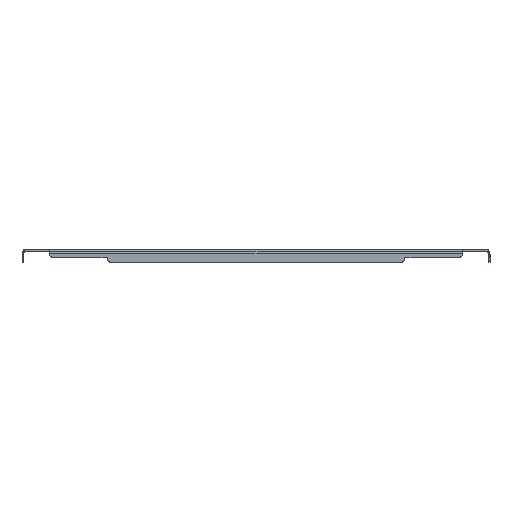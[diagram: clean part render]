
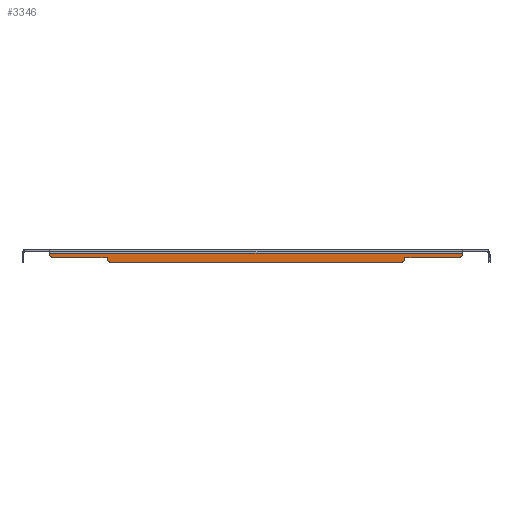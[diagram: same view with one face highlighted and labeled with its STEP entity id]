
A CAD part, front view. The second image highlights one B-rep face of the part: STEP entity #3346.
In plain terms, the highlighted planar face has unit normal (0, -1, 0).
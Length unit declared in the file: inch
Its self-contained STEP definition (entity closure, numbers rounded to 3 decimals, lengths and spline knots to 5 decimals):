
#14 = CARTESIAN_POINT ( 'NONE',  ( -14.84375, -29.96875, -0.3125 ) ) ;
#129 = DIRECTION ( 'NONE',  ( 1., 0., 0. ) ) ;
#148 = CARTESIAN_POINT ( 'NONE',  ( -10.71875, -29.96875, 0. ) ) ;
#151 = EDGE_CURVE ( 'NONE', #1946, #3391, #4106, .T. ) ;
#172 = LINE ( 'NONE', #4083, #3509 ) ;
#191 = CARTESIAN_POINT ( 'NONE',  ( -16.71875, -29.96875, 0. ) ) ;
#200 = CARTESIAN_POINT ( 'NONE',  ( 12.78125, -29.96875, -0.5625 ) ) ;
#226 = CIRCLE ( 'NONE', #286, 0.25 ) ;
#258 = ORIENTED_EDGE ( 'NONE', *, *, #2497, .F. ) ;
#286 = AXIS2_PLACEMENT_3D ( 'NONE', #3632, #3018, #2417 ) ;
#323 = EDGE_CURVE ( 'NONE', #1352, #1690, #226, .T. ) ;
#348 = EDGE_CURVE ( 'NONE', #1384, #3391, #4028, .T. ) ;
#381 = EDGE_CURVE ( 'NONE', #2827, #3689, #3355, .T. ) ;
#448 = FACE_OUTER_BOUND ( 'NONE', #1319, .T. ) ;
#470 = CARTESIAN_POINT ( 'NONE',  ( -10.71875, -29.96875, -0.5625 ) ) ;
#546 = DIRECTION ( 'NONE',  ( 1., 0., 0. ) ) ;
#553 = ORIENTED_EDGE ( 'NONE', *, *, #3554, .F. ) ;
#596 = CARTESIAN_POINT ( 'NONE',  ( 10.71875, -29.96875, -0.5625 ) ) ;
#609 = DIRECTION ( 'NONE',  ( 0., 0., 1. ) ) ;
#745 = CARTESIAN_POINT ( 'NONE',  ( 14.84375, -29.96875, -0.556 ) ) ;
#898 = CARTESIAN_POINT ( 'NONE',  ( -10.71875, -29.96875, -0.625 ) ) ;
#912 = DIRECTION ( 'NONE',  ( 0., 1., 0. ) ) ;
#947 = CARTESIAN_POINT ( 'NONE',  ( -14.84375, -29.96875, -0.556 ) ) ;
#1072 = CIRCLE ( 'NONE', #2493, 0.25 ) ;
#1096 = ORIENTED_EDGE ( 'NONE', *, *, #381, .F. ) ;
#1103 = CARTESIAN_POINT ( 'NONE',  ( 14.84375, -29.96875, -0.237 ) ) ;
#1108 = CARTESIAN_POINT ( 'NONE',  ( -14.84375, -29.96875, -0.237 ) ) ;
#1125 = DIRECTION ( 'NONE',  ( 0., 1., 0. ) ) ;
#1193 = VERTEX_POINT ( 'NONE', #2291 ) ;
#1254 = EDGE_CURVE ( 'NONE', #1657, #1690, #3042, .T. ) ;
#1267 = VECTOR ( 'NONE', #2736, 39.37008 ) ;
#1276 = DIRECTION ( 'NONE',  ( 0., 0., -1. ) ) ;
#1296 = EDGE_CURVE ( 'NONE', #3530, #1946, #3335, .T. ) ;
#1309 = CARTESIAN_POINT ( 'NONE',  ( 10.46875, -29.96875, -0.875 ) ) ;
#1319 = EDGE_LOOP ( 'NONE', ( #2111, #1338, #2681, #1096, #1622, #4174, #2108, #4149, #3004, #258, #553, #3195 ) ) ;
#1338 = ORIENTED_EDGE ( 'NONE', *, *, #348, .F. ) ;
#1352 = VERTEX_POINT ( 'NONE', #2998 ) ;
#1378 = DIRECTION ( 'NONE',  ( 0., 0., -1. ) ) ;
#1384 = VERTEX_POINT ( 'NONE', #2377 ) ;
#1397 = CARTESIAN_POINT ( 'NONE',  ( 14.59375, -29.96875, -0.3125 ) ) ;
#1398 = DIRECTION ( 'NONE',  ( 0., 0., -1. ) ) ;
#1447 = AXIS2_PLACEMENT_3D ( 'NONE', #1397, #1125, #1378 ) ;
#1454 = DIRECTION ( 'NONE',  ( 0., 1., 0. ) ) ;
#1533 = AXIS2_PLACEMENT_3D ( 'NONE', #191, #1734, #3372 ) ;
#1622 = ORIENTED_EDGE ( 'NONE', *, *, #2210, .F. ) ;
#1657 = VERTEX_POINT ( 'NONE', #470 ) ;
#1690 = VERTEX_POINT ( 'NONE', #898 ) ;
#1698 = CARTESIAN_POINT ( 'NONE',  ( 10.71875, -29.96875, 0. ) ) ;
#1734 = DIRECTION ( 'NONE',  ( 0., -1., 0. ) ) ;
#1946 = VERTEX_POINT ( 'NONE', #596 ) ;
#2014 = CIRCLE ( 'NONE', #2077, 0.25 ) ;
#2035 = DIRECTION ( 'NONE',  ( 0., 0., -1. ) ) ;
#2077 = AXIS2_PLACEMENT_3D ( 'NONE', #2570, #912, #1276 ) ;
#2108 = ORIENTED_EDGE ( 'NONE', *, *, #3794, .F. ) ;
#2111 = ORIENTED_EDGE ( 'NONE', *, *, #151, .T. ) ;
#2116 = CARTESIAN_POINT ( 'NONE',  ( 0., -29.96875, -0.875 ) ) ;
#2210 = EDGE_CURVE ( 'NONE', #3136, #2827, #3161, .T. ) ;
#2291 = CARTESIAN_POINT ( 'NONE',  ( -14.59375, -29.96875, -0.5625 ) ) ;
#2377 = CARTESIAN_POINT ( 'NONE',  ( 14.84375, -29.96875, -0.3125 ) ) ;
#2417 = DIRECTION ( 'NONE',  ( 0., 0., -1. ) ) ;
#2424 = VERTEX_POINT ( 'NONE', #1309 ) ;
#2439 = EDGE_CURVE ( 'NONE', #3689, #1384, #3652, .T. ) ;
#2493 = AXIS2_PLACEMENT_3D ( 'NONE', #3992, #1454, #3397 ) ;
#2497 = EDGE_CURVE ( 'NONE', #2424, #1352, #4031, .T. ) ;
#2529 = EDGE_CURVE ( 'NONE', #1193, #3136, #1072, .T. ) ;
#2570 = CARTESIAN_POINT ( 'NONE',  ( 10.46875, -29.96875, -0.625 ) ) ;
#2681 = ORIENTED_EDGE ( 'NONE', *, *, #2439, .F. ) ;
#2736 = DIRECTION ( 'NONE',  ( -1., 0., 0. ) ) ;
#2802 = DIRECTION ( 'NONE',  ( -1., 0., 0. ) ) ;
#2815 = CARTESIAN_POINT ( 'NONE',  ( 14.59375, -29.96875, -0.5625 ) ) ;
#2827 = VERTEX_POINT ( 'NONE', #1108 ) ;
#2998 = CARTESIAN_POINT ( 'NONE',  ( -10.46875, -29.96875, -0.875 ) ) ;
#3004 = ORIENTED_EDGE ( 'NONE', *, *, #323, .F. ) ;
#3018 = DIRECTION ( 'NONE',  ( 0., 1., 0. ) ) ;
#3042 = LINE ( 'NONE', #148, #4175 ) ;
#3045 = VECTOR ( 'NONE', #2035, 39.37008 ) ;
#3136 = VERTEX_POINT ( 'NONE', #14 ) ;
#3161 = LINE ( 'NONE', #947, #3990 ) ;
#3195 = ORIENTED_EDGE ( 'NONE', *, *, #1296, .T. ) ;
#3317 = DIRECTION ( 'NONE',  ( 0., 0., 1. ) ) ;
#3335 = LINE ( 'NONE', #1698, #3495 ) ;
#3346 = ADVANCED_FACE ( 'NONE', ( #448 ), #4012, .T. ) ;
#3355 = LINE ( 'NONE', #1103, #4099 ) ;
#3372 = DIRECTION ( 'NONE',  ( 0., 0., -1. ) ) ;
#3391 = VERTEX_POINT ( 'NONE', #2815 ) ;
#3397 = DIRECTION ( 'NONE',  ( 0., 0., -1. ) ) ;
#3495 = VECTOR ( 'NONE', #3317, 39.37008 ) ;
#3509 = VECTOR ( 'NONE', #2802, 39.37008 ) ;
#3530 = VERTEX_POINT ( 'NONE', #3570 ) ;
#3554 = EDGE_CURVE ( 'NONE', #3530, #2424, #2014, .T. ) ;
#3570 = CARTESIAN_POINT ( 'NONE',  ( 10.71875, -29.96875, -0.625 ) ) ;
#3616 = CARTESIAN_POINT ( 'NONE',  ( 14.84375, -29.96875, -0.237 ) ) ;
#3632 = CARTESIAN_POINT ( 'NONE',  ( -10.46875, -29.96875, -0.625 ) ) ;
#3652 = LINE ( 'NONE', #745, #3045 ) ;
#3689 = VERTEX_POINT ( 'NONE', #3616 ) ;
#3794 = EDGE_CURVE ( 'NONE', #1657, #1193, #172, .T. ) ;
#3990 = VECTOR ( 'NONE', #609, 39.37008 ) ;
#3992 = CARTESIAN_POINT ( 'NONE',  ( -14.59375, -29.96875, -0.3125 ) ) ;
#4012 = PLANE ( 'NONE',  #1533 ) ;
#4028 = CIRCLE ( 'NONE', #1447, 0.25 ) ;
#4031 = LINE ( 'NONE', #2116, #1267 ) ;
#4083 = CARTESIAN_POINT ( 'NONE',  ( -12.78125, -29.96875, -0.5625 ) ) ;
#4099 = VECTOR ( 'NONE', #129, 39.37008 ) ;
#4106 = LINE ( 'NONE', #200, #4154 ) ;
#4149 = ORIENTED_EDGE ( 'NONE', *, *, #1254, .T. ) ;
#4154 = VECTOR ( 'NONE', #546, 39.37008 ) ;
#4174 = ORIENTED_EDGE ( 'NONE', *, *, #2529, .F. ) ;
#4175 = VECTOR ( 'NONE', #1398, 39.37008 ) ;
